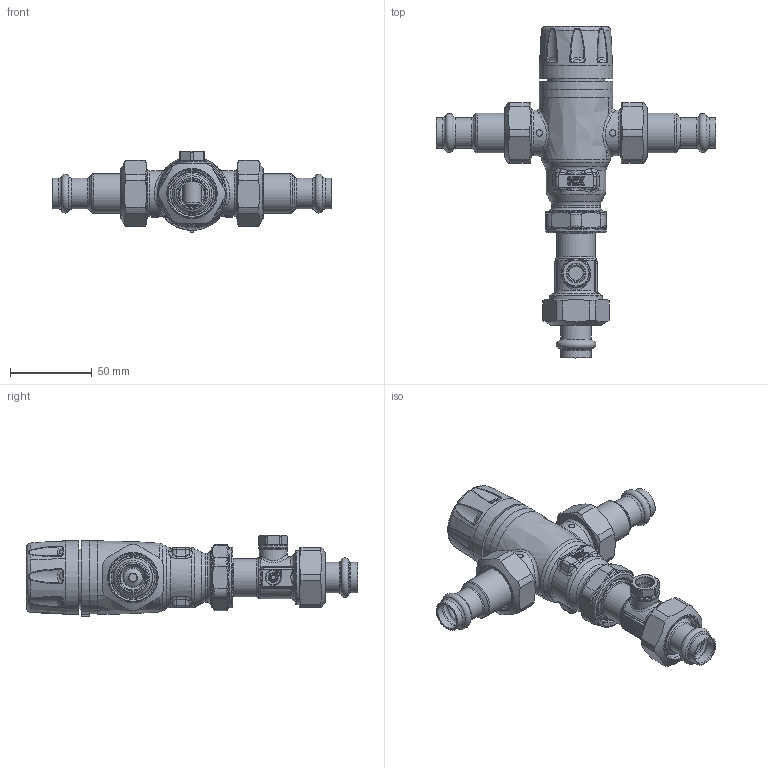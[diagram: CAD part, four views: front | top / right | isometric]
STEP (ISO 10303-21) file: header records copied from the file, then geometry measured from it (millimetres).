
FILE_DESCRIPTION(/* description */ (''),/* implementation_level */ '2;1');
FILE_NAME(/* name */ '521416AC.stp',/* time_stamp */ '2025-06-25T09:19:34-05:00',/* author */ ('ischreiner'),/* organization */ (''),/* preprocessor_version */ 'ST-DEVELOPER v20',/* originating_system */ 'Autodesk Inventor 2024',/* authorisation */ '');
FILE_SCHEMA (('AUTOMOTIVE_DESIGN { 1 0 10303 214 3 1 1 }'));
Length unit declared in the file: inch
Products named in the file (10): 521416AC; 521101A; 0.50 Tailpiece NA10864; Neoperl OV20; F61008 - 1 inch union nut; F0002466 probe asm 1 inch union; F0000603 probe with 1 inch male G thread; F0002386 drywell tin plated; NA10403; F0000698 1 inch slip nut
Assembly tree (13 placements, depth 3):
  521416AC
    521101A
    0.50 Tailpiece NA10864  x2
    Neoperl OV20  x2
    F61008 - 1 inch union nut  x3
    F0002466 probe asm 1 inch union
      F0000603 probe with 1 inch male G thread
      F0002386 drywell tin plated
    NA10403
    F0000698 1 inch slip nut
Bounding box: 171.55 x 203.53 x 49.97 mm (x, y, z)
Volume: 253922.2 mm3; surface area: 78827.6 mm2
Topology: 14 solids, 14 shells, 2366 faces, 5693 edges, 3278 vertices
Faces by surface type: bspline 741, cylinder 607, plane 606, torus 160, cone 146, sphere 106
Full cylindrical faces by diameter (mm): 2 x1, 4 x2, 5.24 x2, 8 x1, 9 x1, 10.008 x1, 11.176 x1, 11.227 x1, 11.43 x1, 11.5 x1, 12.6 x2, 12.954 x1, 13.5 x1, 13.6 x1, 15.113 x1, 15.24 x2, 15.875 x1, 16.154 x4, 16.205 x2, 16.55 x2, 17 x1, 18 x1, 18.796 x2, 18.847 x4, 19 x1, 19.55 x2, 19.6 x4, 20.091 x4, 20.625 x2, 21 x1
Entity records: 123427 total; most frequent: CARTESIAN_POINT 79389, ORIENTED_EDGE 9178, DIRECTION 8301, EDGE_CURVE 4589, AXIS2_PLACEMENT_3D 3412, VERTEX_POINT 2661, EDGE_LOOP 2090, FACE_OUTER_BOUND 2007
